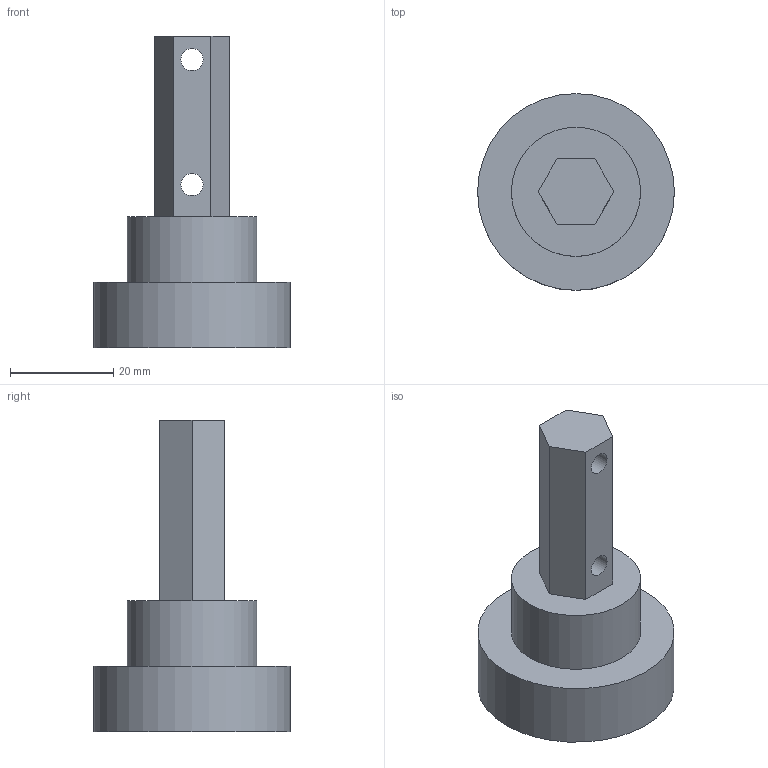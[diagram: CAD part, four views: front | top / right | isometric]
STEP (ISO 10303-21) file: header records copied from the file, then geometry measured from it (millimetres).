
FILE_DESCRIPTION(/* description */ (''),/* implementation_level */ '2;1');
FILE_NAME(/* name */ 'hexBushingForConnectorPiece.stp',/* time_stamp */ '2021-07-26T13:18:22-07:00',/* author */ ('robst'),/* organization */ (''),/* preprocessor_version */ 'ST-DEVELOPER v18.1',/* originating_system */ 'Autodesk Inventor 2022',/* authorisation */ '');
FILE_SCHEMA (('AUTOMOTIVE_DESIGN { 1 0 10303 214 3 1 1 }'));
Length unit declared in the file: inch
Products named in the file (1): hexBushingForConnectorPiece
Bounding box: 38.1 x 38.1 x 60.33 mm (x, y, z)
Volume: 25100 mm3; surface area: 7211.5 mm2
Topology: 1 solids, 1 shells, 508 faces, 1374 edges, 916 vertices
Faces by surface type: bspline 253, plane 251, cylinder 4
Full cylindrical faces by diameter (mm): 4.318 x2, 25.019 x1, 38.1 x1
Entity records: 17989 total; most frequent: CARTESIAN_POINT 6847, ORIENTED_EDGE 2748, DIRECTION 1388, EDGE_CURVE 1374, VERTEX_POINT 916, LINE 860, VECTOR 860, EDGE_LOOP 560
